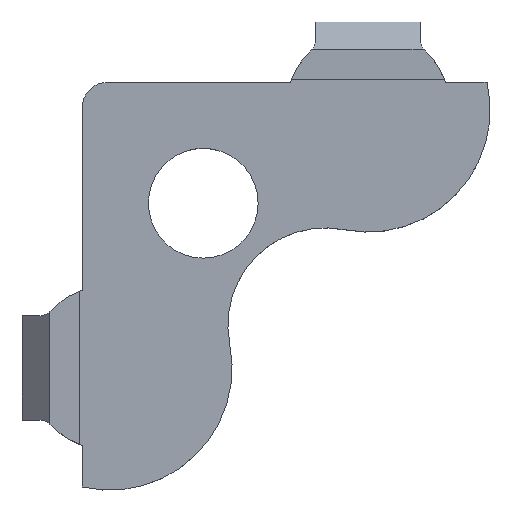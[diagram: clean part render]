
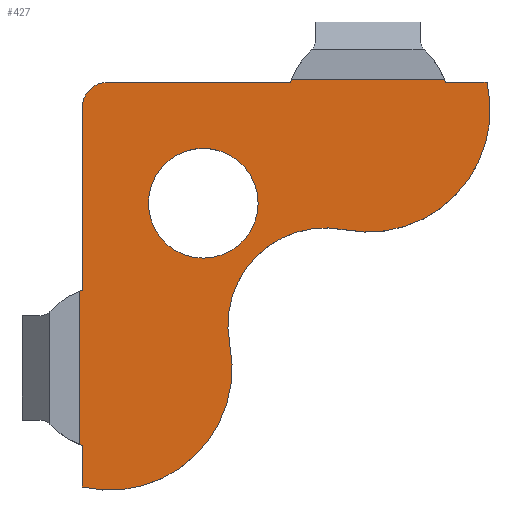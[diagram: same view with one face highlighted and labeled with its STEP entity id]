
A CAD part, top view. The second image highlights one B-rep face of the part: STEP entity #427.
In plain terms, the highlighted planar face has unit normal (0, 0, 1).
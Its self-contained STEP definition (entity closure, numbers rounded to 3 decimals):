
#276 = VERTEX_POINT('',#277);
#277 = CARTESIAN_POINT('',(-52.25,45.604,0.5));
#283 = EDGE_CURVE('',#284,#276,#286,.T.);
#284 = VERTEX_POINT('',#285);
#285 = CARTESIAN_POINT('',(-52.2,45.586,0.5));
#286 = CIRCLE('',#287,1.5);
#287 = AXIS2_PLACEMENT_3D('',#288,#289,#290);
#288 = CARTESIAN_POINT('',(-51.7,47.,0.5));
#289 = DIRECTION('',(0.,0.,-1.));
#290 = DIRECTION('',(1.,0.,0.));
#340 = VERTEX_POINT('',#341);
#341 = CARTESIAN_POINT('',(-52.2,48.414,0.5));
#347 = EDGE_CURVE('',#348,#340,#350,.T.);
#348 = VERTEX_POINT('',#349);
#349 = CARTESIAN_POINT('',(-52.25,48.396,0.5));
#350 = CIRCLE('',#351,1.5);
#351 = AXIS2_PLACEMENT_3D('',#352,#353,#354);
#352 = CARTESIAN_POINT('',(-51.7,47.,0.5));
#353 = DIRECTION('',(0.,0.,-1.));
#354 = DIRECTION('',(1.,0.,0.));
#409 = EDGE_CURVE('',#284,#410,#412,.T.);
#410 = VERTEX_POINT('',#411);
#411 = CARTESIAN_POINT('',(-52.2,44.832,0.5));
#412 = LINE('',#413,#414);
#413 = CARTESIAN_POINT('',(-52.2,35.843,0.5));
#414 = VECTOR('',#415,1.);
#415 = DIRECTION('',(0.,-1.,0.));
#427 = ADVANCED_FACE('',(#428,#523),#534,.T.);
#428 = FACE_BOUND('',#429,.T.);
#429 = EDGE_LOOP('',(#430,#440,#449,#457,#466,#472,#473,#479,#480,#481,
    #490,#499,#508,#516));
#430 = ORIENTED_EDGE('',*,*,#431,.F.);
#431 = EDGE_CURVE('',#432,#434,#436,.T.);
#432 = VERTEX_POINT('',#433);
#433 = CARTESIAN_POINT('',(-48.396,52.25,0.5));
#434 = VERTEX_POINT('',#435);
#435 = CARTESIAN_POINT('',(-45.604,52.25,0.5));
#436 = LINE('',#437,#438);
#437 = CARTESIAN_POINT('',(-51.8,52.25,0.5));
#438 = VECTOR('',#439,1.);
#439 = DIRECTION('',(1.,0.,0.));
#440 = ORIENTED_EDGE('',*,*,#441,.F.);
#441 = EDGE_CURVE('',#442,#432,#444,.T.);
#442 = VERTEX_POINT('',#443);
#443 = CARTESIAN_POINT('',(-48.414,52.2,0.5));
#444 = CIRCLE('',#445,1.5);
#445 = AXIS2_PLACEMENT_3D('',#446,#447,#448);
#446 = CARTESIAN_POINT('',(-47.,51.7,0.5));
#447 = DIRECTION('',(0.,0.,-1.));
#448 = DIRECTION('',(1.,0.,0.));
#449 = ORIENTED_EDGE('',*,*,#450,.T.);
#450 = EDGE_CURVE('',#442,#451,#453,.T.);
#451 = VERTEX_POINT('',#452);
#452 = CARTESIAN_POINT('',(-51.75,52.2,0.5));
#453 = LINE('',#454,#455);
#454 = CARTESIAN_POINT('',(-37.257,52.2,0.5));
#455 = VECTOR('',#456,1.);
#456 = DIRECTION('',(-1.,0.,0.));
#457 = ORIENTED_EDGE('',*,*,#458,.F.);
#458 = EDGE_CURVE('',#459,#451,#461,.T.);
#459 = VERTEX_POINT('',#460);
#460 = CARTESIAN_POINT('',(-52.2,51.75,0.5));
#461 = CIRCLE('',#462,0.45);
#462 = AXIS2_PLACEMENT_3D('',#463,#464,#465);
#463 = CARTESIAN_POINT('',(-51.75,51.75,0.5));
#464 = DIRECTION('',(0.,0.,-1.));
#465 = DIRECTION('',(1.,0.,0.));
#466 = ORIENTED_EDGE('',*,*,#467,.T.);
#467 = EDGE_CURVE('',#459,#340,#468,.T.);
#468 = LINE('',#469,#470);
#469 = CARTESIAN_POINT('',(-52.2,38.925,0.5));
#470 = VECTOR('',#471,1.);
#471 = DIRECTION('',(0.,-1.,0.));
#472 = ORIENTED_EDGE('',*,*,#347,.F.);
#473 = ORIENTED_EDGE('',*,*,#474,.F.);
#474 = EDGE_CURVE('',#276,#348,#475,.T.);
#475 = LINE('',#476,#477);
#476 = CARTESIAN_POINT('',(-52.25,0.,0.5));
#477 = VECTOR('',#478,1.);
#478 = DIRECTION('',(0.,1.,0.));
#479 = ORIENTED_EDGE('',*,*,#283,.F.);
#480 = ORIENTED_EDGE('',*,*,#409,.T.);
#481 = ORIENTED_EDGE('',*,*,#482,.F.);
#482 = EDGE_CURVE('',#483,#410,#485,.T.);
#483 = VERTEX_POINT('',#484);
#484 = CARTESIAN_POINT('',(-49.518,47.434,0.5));
#485 = CIRCLE('',#486,2.225);
#486 = AXIS2_PLACEMENT_3D('',#487,#488,#489);
#487 = CARTESIAN_POINT('',(-51.7,47.,0.5));
#488 = DIRECTION('',(0.,0.,-1.));
#489 = DIRECTION('',(1.,0.,0.));
#490 = ORIENTED_EDGE('',*,*,#491,.T.);
#491 = EDGE_CURVE('',#483,#492,#494,.T.);
#492 = VERTEX_POINT('',#493);
#493 = CARTESIAN_POINT('',(-47.434,49.518,0.5));
#494 = CIRCLE('',#495,1.772);
#495 = AXIS2_PLACEMENT_3D('',#496,#497,#498);
#496 = CARTESIAN_POINT('',(-47.78,47.78,0.5));
#497 = DIRECTION('',(0.,0.,-1.));
#498 = DIRECTION('',(1.,0.,0.));
#499 = ORIENTED_EDGE('',*,*,#500,.F.);
#500 = EDGE_CURVE('',#501,#492,#503,.T.);
#501 = VERTEX_POINT('',#502);
#502 = CARTESIAN_POINT('',(-44.832,52.2,0.5));
#503 = CIRCLE('',#504,2.225);
#504 = AXIS2_PLACEMENT_3D('',#505,#506,#507);
#505 = CARTESIAN_POINT('',(-47.,51.7,0.5));
#506 = DIRECTION('',(0.,0.,-1.));
#507 = DIRECTION('',(1.,0.,0.));
#508 = ORIENTED_EDGE('',*,*,#509,.F.);
#509 = EDGE_CURVE('',#510,#501,#512,.T.);
#510 = VERTEX_POINT('',#511);
#511 = CARTESIAN_POINT('',(-45.586,52.2,0.5));
#512 = LINE('',#513,#514);
#513 = CARTESIAN_POINT('',(-35.843,52.2,0.5));
#514 = VECTOR('',#515,1.);
#515 = DIRECTION('',(1.,0.,0.));
#516 = ORIENTED_EDGE('',*,*,#517,.F.);
#517 = EDGE_CURVE('',#434,#510,#518,.T.);
#518 = CIRCLE('',#519,1.5);
#519 = AXIS2_PLACEMENT_3D('',#520,#521,#522);
#520 = CARTESIAN_POINT('',(-47.,51.7,0.5));
#521 = DIRECTION('',(0.,0.,-1.));
#522 = DIRECTION('',(1.,0.,0.));
#523 = FACE_BOUND('',#524,.T.);
#524 = EDGE_LOOP('',(#525));
#525 = ORIENTED_EDGE('',*,*,#526,.T.);
#526 = EDGE_CURVE('',#527,#527,#529,.T.);
#527 = VERTEX_POINT('',#528);
#528 = CARTESIAN_POINT('',(-49.,50.,0.5));
#529 = CIRCLE('',#530,1.);
#530 = AXIS2_PLACEMENT_3D('',#531,#532,#533);
#531 = CARTESIAN_POINT('',(-50.,50.,0.5));
#532 = DIRECTION('',(0.,0.,-1.));
#533 = DIRECTION('',(1.,0.,0.));
#534 = PLANE('',#535);
#535 = AXIS2_PLACEMENT_3D('',#536,#537,#538);
#536 = CARTESIAN_POINT('',(-26.1,26.1,0.5));
#537 = DIRECTION('',(0.,0.,1.));
#538 = DIRECTION('',(1.,0.,0.));
